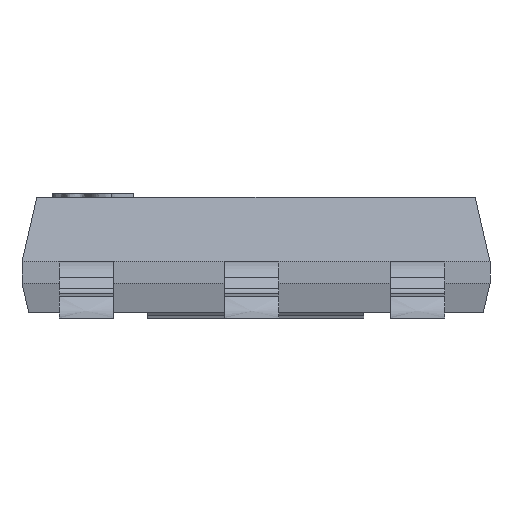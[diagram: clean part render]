
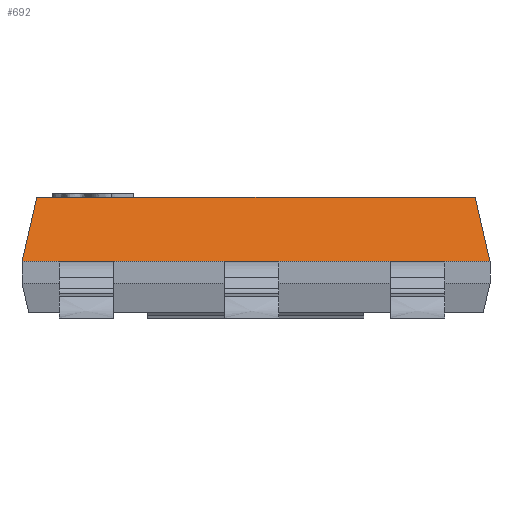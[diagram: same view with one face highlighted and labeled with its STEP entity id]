
A CAD part, left-side view. The second image highlights one B-rep face of the part: STEP entity #692.
In plain terms, the highlighted face is planar.
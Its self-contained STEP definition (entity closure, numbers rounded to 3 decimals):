
#692=ADVANCED_FACE('',(#1734),#1736,.T.);
#1734=FACE_BOUND('',#1735,.T.);
#1735=EDGE_LOOP('',(#2689,#2690,#2691,#2692));
#1736=PLANE('',#1737);
#1737=AXIS2_PLACEMENT_3D('',#1738,#1739,#1740);
#1738=CARTESIAN_POINT('',(-3.25,0.,1.75));
#1739=DIRECTION('',(0.,0.225,0.974));
#1740=DIRECTION('',(1.,0.,0.));
#2689=ORIENTED_EDGE('',*,*,#3344,.T.);
#2690=ORIENTED_EDGE('',*,*,#3332,.F.);
#2691=ORIENTED_EDGE('',*,*,#3345,.F.);
#2692=ORIENTED_EDGE('',*,*,#3346,.T.);
#3332=EDGE_CURVE('',#3714,#3715,#3716,.T.);
#3344=EDGE_CURVE('',#3738,#3715,#3739,.T.);
#3345=EDGE_CURVE('',#3740,#3714,#3741,.T.);
#3346=EDGE_CURVE('',#3740,#3738,#3742,.T.);
#3714=VERTEX_POINT('',#4538);
#3715=VERTEX_POINT('',#4539);
#3716=LINE('',#4540,#4541);
#3738=VERTEX_POINT('',#4586);
#3739=LINE('',#4587,#4588);
#3740=VERTEX_POINT('',#4590);
#3741=LINE('',#4591,#4592);
#3742=LINE('',#4594,#4595);
#4538=CARTESIAN_POINT('',(-3.045,0.889,1.545));
#4539=CARTESIAN_POINT('',(3.045,0.889,1.545));
#4540=CARTESIAN_POINT('',(-3.045,0.889,1.545));
#4541=VECTOR('',#4542,1.);
#4542=DIRECTION('',(1.,0.,0.));
#4586=CARTESIAN_POINT('',(3.25,0.,1.75));
#4587=CARTESIAN_POINT('',(3.25,0.,1.75));
#4588=VECTOR('',#4589,1.);
#4589=DIRECTION('',(-0.219,0.951,-0.219));
#4590=CARTESIAN_POINT('',(-3.25,0.,1.75));
#4591=CARTESIAN_POINT('',(-3.25,0.,1.75));
#4592=VECTOR('',#4593,1.);
#4593=DIRECTION('',(0.219,0.951,-0.219));
#4594=CARTESIAN_POINT('',(-3.25,0.,1.75));
#4595=VECTOR('',#4596,1.);
#4596=DIRECTION('',(1.,0.,0.));
